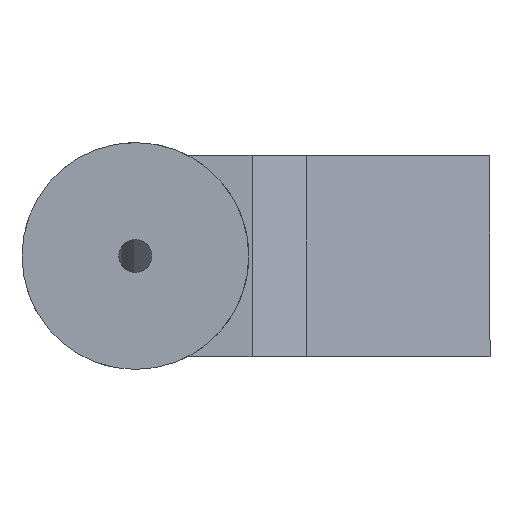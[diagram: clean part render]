
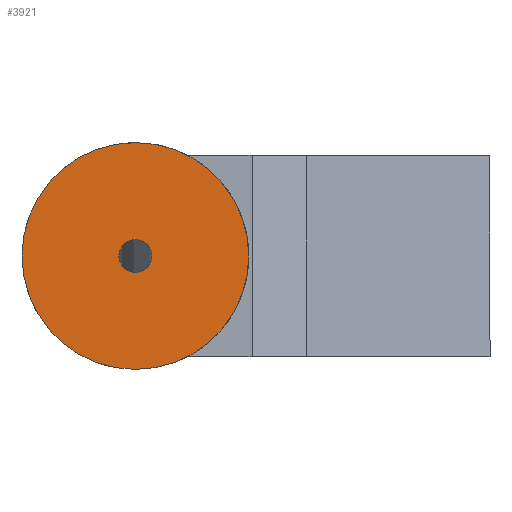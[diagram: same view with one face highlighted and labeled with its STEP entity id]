
A CAD part, top view. The second image highlights one B-rep face of the part: STEP entity #3921.
In plain terms, the highlighted planar face has unit normal (0, 0, 1).
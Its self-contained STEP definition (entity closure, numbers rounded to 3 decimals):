
#3876=CARTESIAN_POINT('',(20.,70.,-3.));
#3877=DIRECTION('',(0.0,0.0,1.0));
#3878=DIRECTION('',(-1.0,0.0,0.0));
#3879=AXIS2_PLACEMENT_3D('',#3876,#3877,#3878);
#3880=PLANE('',#3879);
#3881=CARTESIAN_POINT('',(-50.,35.,-3.));
#3882=VERTEX_POINT('',#3881);
#3883=CARTESIAN_POINT('',(-50.,-35.,-3.));
#3884=VERTEX_POINT('',#3883);
#3885=CARTESIAN_POINT('',(-50.,0.,-3.));
#3886=DIRECTION('',(0.,0.,-1.0));
#3887=DIRECTION('',(0.,-1.0,0.));
#3888=AXIS2_PLACEMENT_3D('',#3885,#3886,#3887);
#3889=CIRCLE('',#3888,35.);
#3890=EDGE_CURVE('',#3882,#3884,#3889,.T.);
#3891=ORIENTED_EDGE('',*,*,#3890,.F.);
#3892=CARTESIAN_POINT('',(-50.,0.,-3.));
#3893=DIRECTION('',(0.,0.,-1.0));
#3894=DIRECTION('',(0.,-1.0,0.));
#3895=AXIS2_PLACEMENT_3D('',#3892,#3893,#3894);
#3896=CIRCLE('',#3895,35.);
#3897=EDGE_CURVE('',#3884,#3882,#3896,.T.);
#3898=ORIENTED_EDGE('',*,*,#3897,.F.);
#3899=EDGE_LOOP('',(#3891,#3898));
#3900=FACE_OUTER_BOUND('',#3899,.T.);
#3901=CARTESIAN_POINT('',(-44.875,0.,-3.));
#3902=VERTEX_POINT('',#3901);
#3903=CARTESIAN_POINT('',(-55.125,0.,-3.));
#3904=VERTEX_POINT('',#3903);
#3905=CARTESIAN_POINT('',(-50.,0.,-3.));
#3906=DIRECTION('',(0.0,0.,1.0));
#3907=DIRECTION('',(-1.0,0.0,0.0));
#3908=AXIS2_PLACEMENT_3D('',#3905,#3906,#3907);
#3909=CIRCLE('',#3908,5.125);
#3910=EDGE_CURVE('',#3902,#3904,#3909,.T.);
#3911=ORIENTED_EDGE('',*,*,#3910,.F.);
#3912=CARTESIAN_POINT('',(-50.,0.,-3.));
#3913=DIRECTION('',(0.0,0.,1.0));
#3914=DIRECTION('',(-1.0,0.0,0.0));
#3915=AXIS2_PLACEMENT_3D('',#3912,#3913,#3914);
#3916=CIRCLE('',#3915,5.125);
#3917=EDGE_CURVE('',#3904,#3902,#3916,.T.);
#3918=ORIENTED_EDGE('',*,*,#3917,.F.);
#3919=EDGE_LOOP('',(#3911,#3918));
#3920=FACE_BOUND('',#3919,.T.);
#3921=ADVANCED_FACE('',(#3900,#3920),#3880,.T.);
